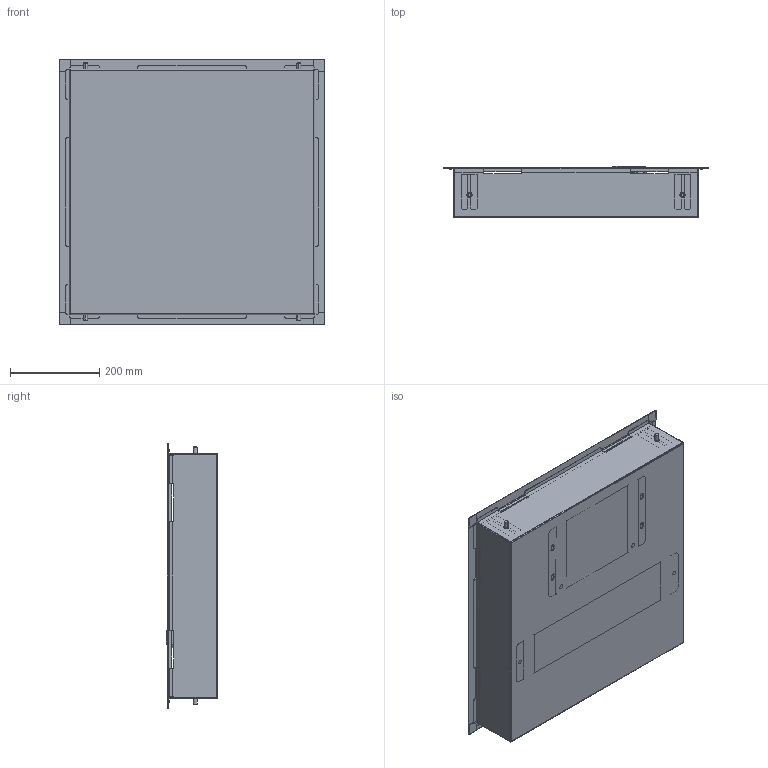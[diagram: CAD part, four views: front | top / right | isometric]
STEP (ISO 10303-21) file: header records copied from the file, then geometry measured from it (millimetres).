
FILE_DESCRIPTION (( 'STEP AP214' ), '1' );
FILE_NAME ('DCBF-DCE1XXX.STEP', '2022-10-05T11:31:22', ( '' ), ( '' ), 'SwSTEP 2.0', 'SolidWorks 2021', '' );
FILE_SCHEMA (( 'AUTOMOTIVE_DESIGN' ));
Length unit declared in the file: millimetre
Products named in the file (15): 3427770081_BIM; Sontex 0739-130_1BIM; 3420000342_defeature; 3420000348_defeature; 3170050135_defeature; 3420000197_BIM_defeature; Energia FB; 3427770056_BIM_defeature; 3260056708_defeature; 210100STR_defeature; DCBF-DCE1XXX; 3427770045_BIM_1R; Piastra_defeature; WMT20-20AF; Rami Sanitari_1R
Assembly tree (16 placements, depth 4):
  DCBF-DCE1XXX
    3260056708_defeature
    Energia FB
      3427770056_BIM_defeature
      3170050135_defeature  x2
      3427770081_BIM
        3420000197_BIM_defeature
        Sontex 0739-130_1BIM
      3420000348_defeature
    Rami Sanitari_1R
      3427770045_BIM_1R
        Piastra_defeature
        210100STR_defeature  x2
        3420000342_defeature
      WMT20-20AF
Bounding box: 594 x 114.84 x 594 mm (x, y, z)
Volume: 4070767.4 mm3; surface area: 1981967.2 mm2
Topology: 21 solids, 21 shells, 4830 faces, 12075 edges, 7220 vertices
Faces by surface type: plane 1481, cylinder 1353, bspline 925, torus 550, cone 371, sphere 150
Entity records: 209214 total; most frequent: CARTESIAN_POINT 63268, ORIENTED_EDGE 21960, DIRECTION 19803, EDGE_CURVE 10980, AXIS2_PLACEMENT_3D 7847, VERTEX_POINT 6666, EDGE_LOOP 4624, FACE_OUTER_BOUND 4443
